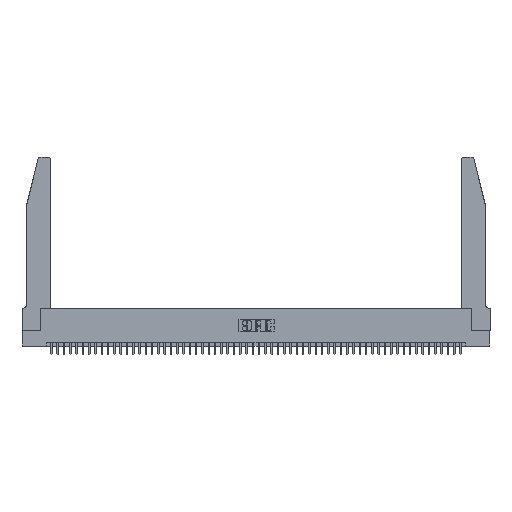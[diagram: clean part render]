
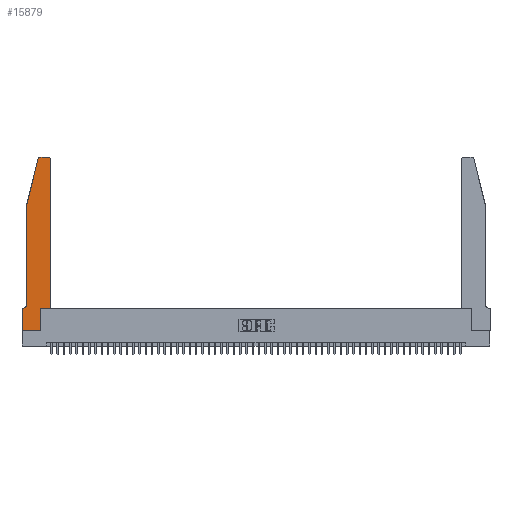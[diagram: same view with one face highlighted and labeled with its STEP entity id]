
A CAD part, top view. The second image highlights one B-rep face of the part: STEP entity #15879.
In plain terms, the highlighted planar face has unit normal (0, 0, 1).
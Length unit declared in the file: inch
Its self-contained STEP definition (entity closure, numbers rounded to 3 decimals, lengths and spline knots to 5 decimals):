
#120 = VECTOR ( 'NONE', #29661, 39.37008 ) ;
#159 = ORIENTED_EDGE ( 'NONE', *, *, #22976, .T. ) ;
#367 = DIRECTION ( 'NONE',  ( -1., 0., 0. ) ) ;
#923 = AXIS2_PLACEMENT_3D ( 'NONE', #31350, #6745, #35521 ) ;
#1673 = EDGE_CURVE ( 'NONE', #3807, #29355, #21888, .T. ) ;
#1856 = CARTESIAN_POINT ( 'NONE',  ( 0.2865, 0., 0.37 ) ) ;
#2427 = LINE ( 'NONE', #49304, #44927 ) ;
#2568 = EDGE_LOOP ( 'NONE', ( #9988, #43725, #24159, #7579, #3055, #6129, #14119, #48002, #29674, #13780, #159, #47552 ) ) ;
#2638 = CARTESIAN_POINT ( 'NONE',  ( 0.0755, 2., 0.37 ) ) ;
#2708 = PLANE ( 'NONE',  #10360 ) ;
#3055 = ORIENTED_EDGE ( 'NONE', *, *, #34093, .T. ) ;
#3382 = VERTEX_POINT ( 'NONE', #44803 ) ;
#3807 = VERTEX_POINT ( 'NONE', #34869 ) ;
#3927 = EDGE_CURVE ( 'NONE', #21137, #51669, #36567, .T. ) ;
#4633 = FACE_OUTER_BOUND ( 'NONE', #2568, .T. ) ;
#5734 = DIRECTION ( 'NONE',  ( 0., 0., 1. ) ) ;
#5762 = CIRCLE ( 'NONE', #30242, 0.03 ) ;
#5996 = EDGE_CURVE ( 'NONE', #7558, #22197, #29893, .T. ) ;
#6129 = ORIENTED_EDGE ( 'NONE', *, *, #17158, .T. ) ;
#6745 = DIRECTION ( 'NONE',  ( 0., 0., -1. ) ) ;
#7558 = VERTEX_POINT ( 'NONE', #14568 ) ;
#7579 = ORIENTED_EDGE ( 'NONE', *, *, #3927, .T. ) ;
#9988 = ORIENTED_EDGE ( 'NONE', *, *, #38219, .T. ) ;
#10360 = AXIS2_PLACEMENT_3D ( 'NONE', #15194, #43927, #19354 ) ;
#11680 = CARTESIAN_POINT ( 'NONE',  ( 0.2865, 0.35, 0.37 ) ) ;
#11918 = DIRECTION ( 'NONE',  ( 1., 0., 0. ) ) ;
#12221 = LINE ( 'NONE', #44790, #44965 ) ;
#12355 = EDGE_CURVE ( 'NONE', #43072, #44197, #42397, .T. ) ;
#13205 = CARTESIAN_POINT ( 'NONE',  ( 0.4505, 0.35, 0.37 ) ) ;
#13236 = CIRCLE ( 'NONE', #923, 0.07 ) ;
#13780 = ORIENTED_EDGE ( 'NONE', *, *, #5996, .T. ) ;
#13791 = LINE ( 'NONE', #13205, #120 ) ;
#14119 = ORIENTED_EDGE ( 'NONE', *, *, #31769, .T. ) ;
#14568 = CARTESIAN_POINT ( 'NONE',  ( 0.2865, 0.35, 0.37 ) ) ;
#15194 = CARTESIAN_POINT ( 'NONE',  ( 0., 0.35, 0.37 ) ) ;
#15518 = DIRECTION ( 'NONE',  ( -0.239, -0.971, 0. ) ) ;
#15879 = ADVANCED_FACE ( 'NONE', ( #4633 ), #2708, .T. ) ;
#16578 = DIRECTION ( 'NONE',  ( 0., 0., 1. ) ) ;
#17158 = EDGE_CURVE ( 'NONE', #39826, #3382, #35285, .T. ) ;
#17538 = VERTEX_POINT ( 'NONE', #23121 ) ;
#19043 = VECTOR ( 'NONE', #36286, 39.37008 ) ;
#19354 = DIRECTION ( 'NONE',  ( 1., 0., 0. ) ) ;
#20621 = DIRECTION ( 'NONE',  ( -1., 0., 0. ) ) ;
#21137 = VERTEX_POINT ( 'NONE', #42061 ) ;
#21888 = LINE ( 'NONE', #52827, #41212 ) ;
#22197 = VERTEX_POINT ( 'NONE', #52920 ) ;
#22976 = EDGE_CURVE ( 'NONE', #22197, #17538, #13791, .T. ) ;
#23121 = CARTESIAN_POINT ( 'NONE',  ( 0.4505, 2.72, 0.37 ) ) ;
#23384 = DIRECTION ( 'NONE',  ( 0., -1., 0. ) ) ;
#24159 = ORIENTED_EDGE ( 'NONE', *, *, #42718, .T. ) ;
#24376 = VECTOR ( 'NONE', #367, 39.37008 ) ;
#25651 = VECTOR ( 'NONE', #23384, 39.37008 ) ;
#27119 = CARTESIAN_POINT ( 'NONE',  ( 0.0055, 0.35, 0.37 ) ) ;
#27485 = EDGE_CURVE ( 'NONE', #29355, #7558, #32520, .T. ) ;
#28319 = VERTEX_POINT ( 'NONE', #36897 ) ;
#29355 = VERTEX_POINT ( 'NONE', #1856 ) ;
#29661 = DIRECTION ( 'NONE',  ( 0., 1., 0. ) ) ;
#29674 = ORIENTED_EDGE ( 'NONE', *, *, #27485, .T. ) ;
#29893 = LINE ( 'NONE', #52630, #19043 ) ;
#30242 = AXIS2_PLACEMENT_3D ( 'NONE', #41223, #16578, #45310 ) ;
#30364 = CARTESIAN_POINT ( 'NONE',  ( 0.284, 2.72, 0.37 ) ) ;
#31350 = CARTESIAN_POINT ( 'NONE',  ( 0.0055, 0.42, 0.37 ) ) ;
#31769 = EDGE_CURVE ( 'NONE', #3382, #3807, #12221, .T. ) ;
#32520 = LINE ( 'NONE', #11680, #42217 ) ;
#32538 = DIRECTION ( 'NONE',  ( 0., -1., 0. ) ) ;
#33360 = CARTESIAN_POINT ( 'NONE',  ( 0.0755, 0.42, 0.37 ) ) ;
#34093 = EDGE_CURVE ( 'NONE', #51669, #39826, #13236, .T. ) ;
#34531 = DIRECTION ( 'NONE',  ( 1., 0., 0. ) ) ;
#34869 = CARTESIAN_POINT ( 'NONE',  ( 0., 0., 0.37 ) ) ;
#35285 = LINE ( 'NONE', #37299, #24376 ) ;
#35521 = DIRECTION ( 'NONE',  ( -1., 0., 0. ) ) ;
#36286 = DIRECTION ( 'NONE',  ( 1., 0., 0. ) ) ;
#36567 = LINE ( 'NONE', #2638, #25651 ) ;
#36897 = CARTESIAN_POINT ( 'NONE',  ( 0.4205, 2.75, 0.37 ) ) ;
#37299 = CARTESIAN_POINT ( 'NONE',  ( 0.0755, 0.35, 0.37 ) ) ;
#37368 = AXIS2_PLACEMENT_3D ( 'NONE', #30364, #5734, #34531 ) ;
#38219 = EDGE_CURVE ( 'NONE', #28319, #43072, #2427, .T. ) ;
#39009 = LINE ( 'NONE', #44277, #49884 ) ;
#39826 = VERTEX_POINT ( 'NONE', #27119 ) ;
#41182 = CARTESIAN_POINT ( 'NONE',  ( 0.25487, 2.72718, 0.37 ) ) ;
#41212 = VECTOR ( 'NONE', #11918, 39.37008 ) ;
#41223 = CARTESIAN_POINT ( 'NONE',  ( 0.4205, 2.72, 0.37 ) ) ;
#42061 = CARTESIAN_POINT ( 'NONE',  ( 0.0755, 2., 0.37 ) ) ;
#42217 = VECTOR ( 'NONE', #48638, 39.37008 ) ;
#42397 = CIRCLE ( 'NONE', #37368, 0.03 ) ;
#42718 = EDGE_CURVE ( 'NONE', #44197, #21137, #39009, .T. ) ;
#43072 = VERTEX_POINT ( 'NONE', #51929 ) ;
#43725 = ORIENTED_EDGE ( 'NONE', *, *, #12355, .T. ) ;
#43927 = DIRECTION ( 'NONE',  ( 0., 0., 1. ) ) ;
#44197 = VERTEX_POINT ( 'NONE', #41182 ) ;
#44277 = CARTESIAN_POINT ( 'NONE',  ( 0.0755, 2., 0.37 ) ) ;
#44790 = CARTESIAN_POINT ( 'NONE',  ( 0., 0., 0.37 ) ) ;
#44803 = CARTESIAN_POINT ( 'NONE',  ( 0., 0.35, 0.37 ) ) ;
#44927 = VECTOR ( 'NONE', #20621, 39.37008 ) ;
#44965 = VECTOR ( 'NONE', #32538, 39.37008 ) ;
#45310 = DIRECTION ( 'NONE',  ( 1., 0., 0. ) ) ;
#47552 = ORIENTED_EDGE ( 'NONE', *, *, #48350, .T. ) ;
#48002 = ORIENTED_EDGE ( 'NONE', *, *, #1673, .T. ) ;
#48350 = EDGE_CURVE ( 'NONE', #17538, #28319, #5762, .T. ) ;
#48638 = DIRECTION ( 'NONE',  ( 0., 1., 0. ) ) ;
#49304 = CARTESIAN_POINT ( 'NONE',  ( 0.2605, 2.75, 0.37 ) ) ;
#49884 = VECTOR ( 'NONE', #15518, 39.37008 ) ;
#51669 = VERTEX_POINT ( 'NONE', #33360 ) ;
#51929 = CARTESIAN_POINT ( 'NONE',  ( 0.284, 2.75, 0.37 ) ) ;
#52630 = CARTESIAN_POINT ( 'NONE',  ( 0.4505, 0.35, 0.37 ) ) ;
#52827 = CARTESIAN_POINT ( 'NONE',  ( 0., 0., 0.37 ) ) ;
#52920 = CARTESIAN_POINT ( 'NONE',  ( 0.4505, 0.35, 0.37 ) ) ;
